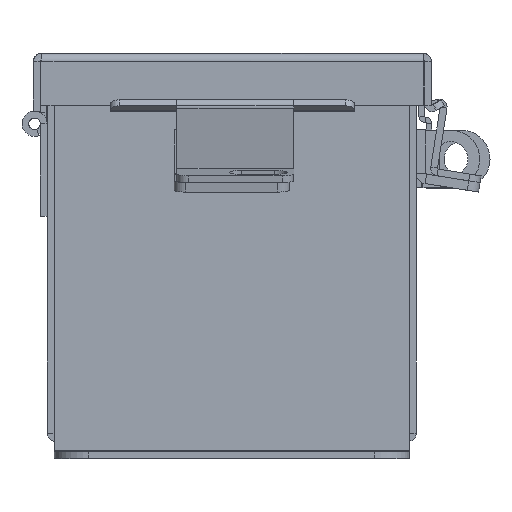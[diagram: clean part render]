
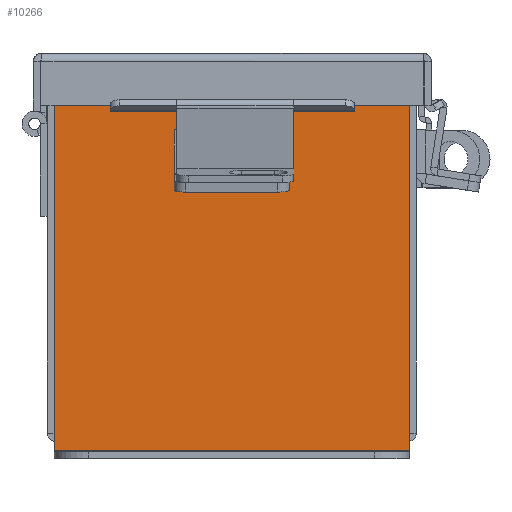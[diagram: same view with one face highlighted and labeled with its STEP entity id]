
A CAD part, front view. The second image highlights one B-rep face of the part: STEP entity #10266.
In plain terms, the highlighted face is planar.
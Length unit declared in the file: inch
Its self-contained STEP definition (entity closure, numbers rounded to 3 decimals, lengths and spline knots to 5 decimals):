
#82 = EDGE_CURVE ( 'NONE', #3622, #10944, #12045, .T. ) ;
#389 = CARTESIAN_POINT ( 'NONE',  ( 1.60097, 0., 1.87495 ) ) ;
#464 = VECTOR ( 'NONE', #9828, 39.37008 ) ;
#483 = DIRECTION ( 'NONE',  ( 1., 0., 0. ) ) ;
#489 = CARTESIAN_POINT ( 'NONE',  ( -1.9253, 0., -2.0993 ) ) ;
#847 = CARTESIAN_POINT ( 'NONE',  ( 1.5823, 0., 1.9123 ) ) ;
#946 = AXIS2_PLACEMENT_3D ( 'NONE', #389, #8026, #1511 ) ;
#1077 = DIRECTION ( 'NONE',  ( 1., 0., 0. ) ) ;
#1156 = LINE ( 'NONE', #11903, #9499 ) ;
#1241 = ORIENTED_EDGE ( 'NONE', *, *, #8617, .T. ) ;
#1278 = CARTESIAN_POINT ( 'NONE',  ( -1.5823, 0., 0. ) ) ;
#1511 = DIRECTION ( 'NONE',  ( 0., 0., -1. ) ) ;
#1682 = PLANE ( 'NONE',  #6125 ) ;
#2060 = CARTESIAN_POINT ( 'NONE',  ( 1.5823, 0., 1.87495 ) ) ;
#2297 = LINE ( 'NONE', #7351, #7728 ) ;
#2567 = ORIENTED_EDGE ( 'NONE', *, *, #7965, .F. ) ;
#2583 = VECTOR ( 'NONE', #8884, 39.37008 ) ;
#2660 = CARTESIAN_POINT ( 'NONE',  ( -1.9253, 0., 1.9253 ) ) ;
#2741 = CARTESIAN_POINT ( 'NONE',  ( -1.60098, 0., 1.87495 ) ) ;
#2815 = ORIENTED_EDGE ( 'NONE', *, *, #10634, .F. ) ;
#3088 = EDGE_CURVE ( 'NONE', #7089, #8052, #10128, .T. ) ;
#3391 = LINE ( 'NONE', #4596, #464 ) ;
#3586 = EDGE_CURVE ( 'NONE', #8573, #11814, #4703, .T. ) ;
#3622 = VERTEX_POINT ( 'NONE', #3768 ) ;
#3768 = CARTESIAN_POINT ( 'NONE',  ( -1.5823, 0., 1.87495 ) ) ;
#3885 = CARTESIAN_POINT ( 'NONE',  ( 0., 0., 0. ) ) ;
#4040 = VERTEX_POINT ( 'NONE', #4416 ) ;
#4293 = LINE ( 'NONE', #10697, #12587 ) ;
#4416 = CARTESIAN_POINT ( 'NONE',  ( -1.5823, 0., 1.9123 ) ) ;
#4596 = CARTESIAN_POINT ( 'NONE',  ( 1.5823, 0., 0. ) ) ;
#4598 = DIRECTION ( 'NONE',  ( 0., 0., 1. ) ) ;
#4631 = EDGE_CURVE ( 'NONE', #8557, #5193, #2297, .T. ) ;
#4703 = CIRCLE ( 'NONE', #946, 0.01868 ) ;
#4734 = DIRECTION ( 'NONE',  ( 1., 0., 0. ) ) ;
#4949 = CARTESIAN_POINT ( 'NONE',  ( 1.61965, 0., 0. ) ) ;
#4985 = DIRECTION ( 'NONE',  ( 0., 0., -1. ) ) ;
#5171 = DIRECTION ( 'NONE',  ( 0., 0., 1. ) ) ;
#5193 = VERTEX_POINT ( 'NONE', #11939 ) ;
#5231 = DIRECTION ( 'NONE',  ( 0., 0., -1. ) ) ;
#5326 = VECTOR ( 'NONE', #4734, 39.37008 ) ;
#6043 = EDGE_LOOP ( 'NONE', ( #10813, #7673, #7310, #8304, #2815, #11987, #11101, #6939, #7649, #2567, #6619, #1241 ) ) ;
#6125 = AXIS2_PLACEMENT_3D ( 'NONE', #3885, #11442, #4985 ) ;
#6417 = CARTESIAN_POINT ( 'NONE',  ( 1.61965, 0., 1.9253 ) ) ;
#6619 = ORIENTED_EDGE ( 'NONE', *, *, #3088, .T. ) ;
#6939 = ORIENTED_EDGE ( 'NONE', *, *, #13404, .T. ) ;
#7031 = AXIS2_PLACEMENT_3D ( 'NONE', #2741, #11264, #7790 ) ;
#7089 = VERTEX_POINT ( 'NONE', #489 ) ;
#7184 = CARTESIAN_POINT ( 'NONE',  ( -1.61965, 0., 1.87495 ) ) ;
#7259 = VECTOR ( 'NONE', #5171, 39.37008 ) ;
#7310 = ORIENTED_EDGE ( 'NONE', *, *, #8153, .F. ) ;
#7351 = CARTESIAN_POINT ( 'NONE',  ( 1.9253, 0., 1.9253 ) ) ;
#7435 = VECTOR ( 'NONE', #4598, 39.37008 ) ;
#7649 = ORIENTED_EDGE ( 'NONE', *, *, #4631, .T. ) ;
#7657 = LINE ( 'NONE', #1278, #2583 ) ;
#7673 = ORIENTED_EDGE ( 'NONE', *, *, #82, .F. ) ;
#7720 = LINE ( 'NONE', #2660, #13124 ) ;
#7728 = VECTOR ( 'NONE', #5231, 39.37008 ) ;
#7790 = DIRECTION ( 'NONE',  ( 0., 0., -1. ) ) ;
#7928 = VECTOR ( 'NONE', #10331, 39.37008 ) ;
#7965 = EDGE_CURVE ( 'NONE', #7089, #5193, #4293, .T. ) ;
#8026 = DIRECTION ( 'NONE',  ( 0., 1., 0. ) ) ;
#8052 = VERTEX_POINT ( 'NONE', #8655 ) ;
#8153 = EDGE_CURVE ( 'NONE', #4040, #3622, #7657, .T. ) ;
#8304 = ORIENTED_EDGE ( 'NONE', *, *, #10589, .T. ) ;
#8557 = VERTEX_POINT ( 'NONE', #10959 ) ;
#8573 = VERTEX_POINT ( 'NONE', #12186 ) ;
#8617 = EDGE_CURVE ( 'NONE', #8052, #9968, #10721, .T. ) ;
#8655 = CARTESIAN_POINT ( 'NONE',  ( -1.9253, 0., 1.9253 ) ) ;
#8708 = CARTESIAN_POINT ( 'NONE',  ( -1.61965, 0., 0. ) ) ;
#8884 = DIRECTION ( 'NONE',  ( 0., 0., -1. ) ) ;
#8945 = LINE ( 'NONE', #4949, #7928 ) ;
#9462 = CARTESIAN_POINT ( 'NONE',  ( -1.9253, 0., 1.9253 ) ) ;
#9499 = VECTOR ( 'NONE', #1077, 39.37008 ) ;
#9800 = CARTESIAN_POINT ( 'NONE',  ( -1.61965, 0., 1.9253 ) ) ;
#9828 = DIRECTION ( 'NONE',  ( 0., 0., 1. ) ) ;
#9968 = VERTEX_POINT ( 'NONE', #9800 ) ;
#10128 = LINE ( 'NONE', #9462, #7259 ) ;
#10266 = ADVANCED_FACE ( 'NONE', ( #13895 ), #1682, .F. ) ;
#10319 = LINE ( 'NONE', #8708, #7435 ) ;
#10331 = DIRECTION ( 'NONE',  ( 0., 0., -1. ) ) ;
#10441 = VERTEX_POINT ( 'NONE', #847 ) ;
#10589 = EDGE_CURVE ( 'NONE', #4040, #10441, #1156, .T. ) ;
#10634 = EDGE_CURVE ( 'NONE', #11814, #10441, #3391, .T. ) ;
#10697 = CARTESIAN_POINT ( 'NONE',  ( -1.9253, 0., -2.0993 ) ) ;
#10721 = LINE ( 'NONE', #11195, #5326 ) ;
#10813 = ORIENTED_EDGE ( 'NONE', *, *, #11867, .F. ) ;
#10944 = VERTEX_POINT ( 'NONE', #7184 ) ;
#10959 = CARTESIAN_POINT ( 'NONE',  ( 1.9253, 0., 1.9253 ) ) ;
#11101 = ORIENTED_EDGE ( 'NONE', *, *, #12108, .F. ) ;
#11195 = CARTESIAN_POINT ( 'NONE',  ( -1.9253, 0., 1.9253 ) ) ;
#11264 = DIRECTION ( 'NONE',  ( 0., 1., 0. ) ) ;
#11442 = DIRECTION ( 'NONE',  ( 0., -1., 0. ) ) ;
#11810 = VERTEX_POINT ( 'NONE', #6417 ) ;
#11814 = VERTEX_POINT ( 'NONE', #2060 ) ;
#11867 = EDGE_CURVE ( 'NONE', #10944, #9968, #10319, .T. ) ;
#11903 = CARTESIAN_POINT ( 'NONE',  ( -1.5823, 0., 1.9123 ) ) ;
#11939 = CARTESIAN_POINT ( 'NONE',  ( 1.9253, 0., -2.0993 ) ) ;
#11987 = ORIENTED_EDGE ( 'NONE', *, *, #3586, .F. ) ;
#12045 = CIRCLE ( 'NONE', #7031, 0.01868 ) ;
#12108 = EDGE_CURVE ( 'NONE', #11810, #8573, #8945, .T. ) ;
#12186 = CARTESIAN_POINT ( 'NONE',  ( 1.61965, 0., 1.87495 ) ) ;
#12587 = VECTOR ( 'NONE', #12869, 39.37008 ) ;
#12869 = DIRECTION ( 'NONE',  ( 1., 0., 0. ) ) ;
#13124 = VECTOR ( 'NONE', #483, 39.37008 ) ;
#13404 = EDGE_CURVE ( 'NONE', #11810, #8557, #7720, .T. ) ;
#13895 = FACE_OUTER_BOUND ( 'NONE', #6043, .T. ) ;
